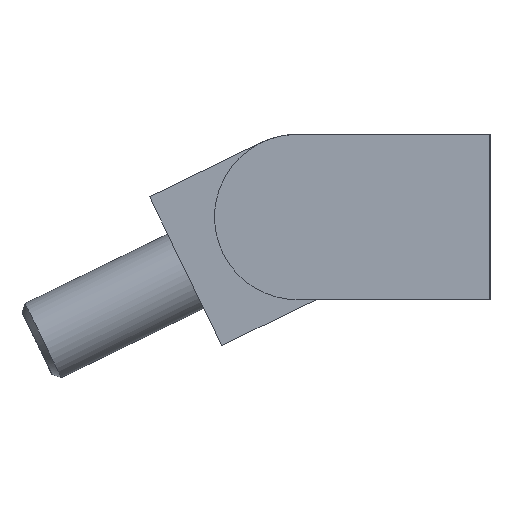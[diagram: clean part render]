
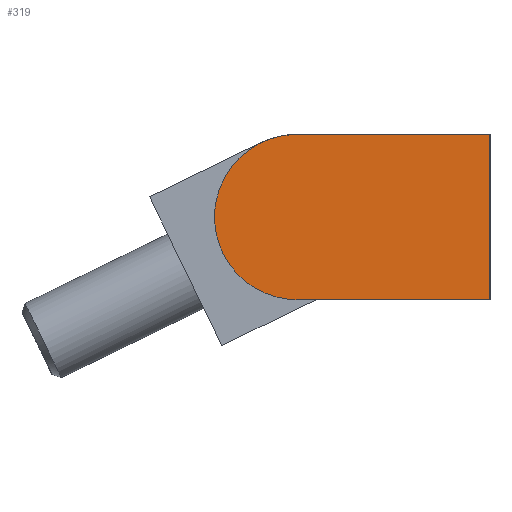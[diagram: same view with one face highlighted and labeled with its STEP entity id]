
A CAD part, left-side view. The second image highlights one B-rep face of the part: STEP entity #319.
In plain terms, the highlighted free-form (B-spline) face has degree [1, 1] with [2, 2] control points.
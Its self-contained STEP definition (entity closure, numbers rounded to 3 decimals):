
#222 = VERTEX_POINT('',#223);
#223 = CARTESIAN_POINT('',(-23.554,0.,
    7.248));
#239 = VERTEX_POINT('',#240);
#240 = CARTESIAN_POINT('',(-23.554,0.,
    -7.248));
#245 = EDGE_CURVE('',#222,#239,#246,.T.);
#246 = ( BOUNDED_CURVE() B_SPLINE_CURVE(2,(#247,#248,#249,#250,#251),
.UNSPECIFIED.,.F.,.F.) B_SPLINE_CURVE_WITH_KNOTS((3,2,3),(4.712
,6.283,7.854),.PIECEWISE_BEZIER_KNOTS.) CURVE() 
GEOMETRIC_REPRESENTATION_ITEM() RATIONAL_B_SPLINE_CURVE((1.,
0.707,1.,0.707,1.)) REPRESENTATION_ITEM('') );
#247 = CARTESIAN_POINT('',(-23.554,0.,
    7.248));
#248 = CARTESIAN_POINT('',(-23.554,7.248,7.248
    ));
#249 = CARTESIAN_POINT('',(-23.554,7.248,
    0.));
#250 = CARTESIAN_POINT('',(-23.554,7.248,
    -7.248));
#251 = CARTESIAN_POINT('',(-23.554,0.,
    -7.248));
#275 = EDGE_CURVE('',#222,#276,#278,.T.);
#276 = VERTEX_POINT('',#277);
#277 = CARTESIAN_POINT('',(-23.554,-16.911,
    7.248));
#278 = B_SPLINE_CURVE_WITH_KNOTS('',1,(#279,#280),.UNSPECIFIED.,.F.,.F.,
  (2,2),(6.,20.),.PIECEWISE_BEZIER_KNOTS.);
#279 = CARTESIAN_POINT('',(-23.554,0.,
    7.248));
#280 = CARTESIAN_POINT('',(-23.554,-16.911,
    7.248));
#304 = VERTEX_POINT('',#305);
#305 = CARTESIAN_POINT('',(-23.554,-16.911,
    -7.248));
#310 = EDGE_CURVE('',#239,#304,#311,.T.);
#311 = B_SPLINE_CURVE_WITH_KNOTS('',1,(#312,#313),.UNSPECIFIED.,.F.,.F.,
  (2,2),(6.,20.),.PIECEWISE_BEZIER_KNOTS.);
#312 = CARTESIAN_POINT('',(-23.554,0.,
    -7.248));
#313 = CARTESIAN_POINT('',(-23.554,-16.911,
    -7.248));
#319 = ADVANCED_FACE('',(#320),#330,.F.);
#320 = FACE_BOUND('',#321,.T.);
#321 = EDGE_LOOP('',(#322,#323,#324,#325));
#322 = ORIENTED_EDGE('',*,*,#275,.F.);
#323 = ORIENTED_EDGE('',*,*,#245,.T.);
#324 = ORIENTED_EDGE('',*,*,#310,.T.);
#325 = ORIENTED_EDGE('',*,*,#326,.F.);
#326 = EDGE_CURVE('',#276,#304,#327,.T.);
#327 = B_SPLINE_CURVE_WITH_KNOTS('',1,(#328,#329),.UNSPECIFIED.,.F.,.F.,
  (2,2),(-0.,12.),.PIECEWISE_BEZIER_KNOTS.);
#328 = CARTESIAN_POINT('',(-23.554,-16.911,
    7.248));
#329 = CARTESIAN_POINT('',(-23.554,-16.911,
    -7.248));
#330 = B_SPLINE_SURFACE_WITH_KNOTS('',1,1,(
    (#331,#332)
    ,(#333,#334
    )),.UNSPECIFIED.,.F.,.F.,.F.,(2,2),(2,2),(-20.,0.),(
    -12.,0.),.PIECEWISE_BEZIER_KNOTS.);
#331 = CARTESIAN_POINT('',(-23.554,-16.911,
    -7.248));
#332 = CARTESIAN_POINT('',(-23.554,-16.911,
    7.248));
#333 = CARTESIAN_POINT('',(-23.554,7.248,
    -7.248));
#334 = CARTESIAN_POINT('',(-23.554,7.248,7.248
    ));
